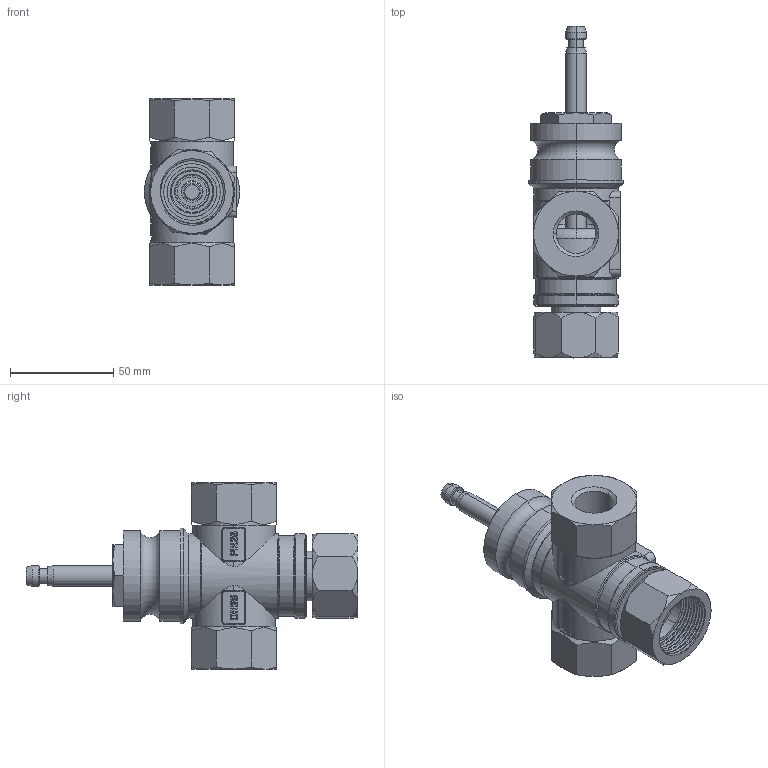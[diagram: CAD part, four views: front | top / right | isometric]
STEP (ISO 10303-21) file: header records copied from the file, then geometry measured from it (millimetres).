
FILE_DESCRIPTION((''),'2;1');
FILE_NAME('3D_STEP_CAD_MODEL_OF__SW0001','2023-04-18T13:33:01',('phili'),(''),'CREO PARAMETRIC BY PTC INC, 2019010','CREO PARAMETRIC BY PTC INC, 2019010','');
FILE_SCHEMA(('CONFIG_CONTROL_DESIGN'));
Products named in the file (1): 3D_STEP_CAD_MODEL_OF__SW0001
Bounding box: 46 x 160.5 x 90 mm (x, y, z)
Surface area: 59557.7 mm2 (no closed solid volume)
Topology: 0 solids, 16 shells, 430 faces, 1587 edges, 1140 vertices
Faces by surface type: cylinder 156, plane 102, cone 80, bspline 53, torus 37, extrusion 2
Entity records: 39498 total; most frequent: CARTESIAN_POINT 27263, ORIENTED_EDGE 2589, DIRECTION 2159, EDGE_CURVE 1585, VERTEX_POINT 1140, AXIS2_PLACEMENT_3D 835, B_SPLINE_CURVE_WITH_KNOTS 640, VECTOR 489
